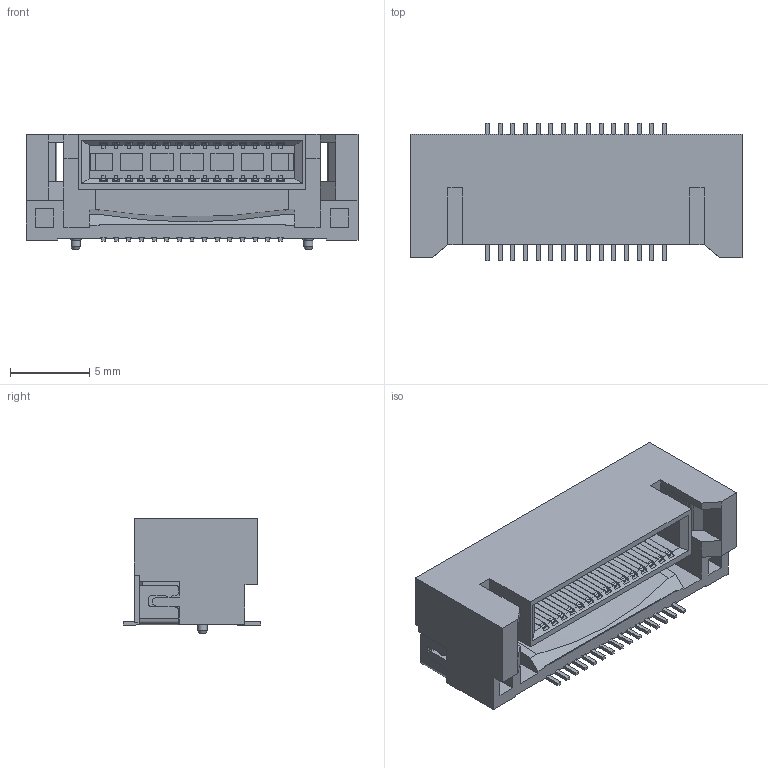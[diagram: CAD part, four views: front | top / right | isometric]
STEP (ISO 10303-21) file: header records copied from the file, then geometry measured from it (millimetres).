
FILE_DESCRIPTION( ('This file contains a STEP AP42 implementation' ,'as created by ZW3D STEP Interface translator.') ,'2;1' );
FILE_NAME( '3618-PXXX-067ZXXR01.stp' ,'23 314.163045', (''), ('ZWCAD Software Co.'), 'Version 1.0', 'ZW3D to STEP translator', '' );
FILE_SCHEMA(('AUTOMOTIVE_DESIGN { 1 0 10303 214 1 1 1 1 }'));
Length unit declared in the file: millimetre
Products named in the file (2): 0; 3618-PXXX-067ZXXR01
Bounding box: 21 x 8.7 x 7.3 mm (x, y, z)
Volume: 605.6 mm3; surface area: 1455 mm2
Topology: 1 solids, 61 shells, 1951 faces, 5273 edges, 3484 vertices
Faces by surface type: plane 1472, cylinder 440, bspline 31, cone 6, torus 2
Full cylindrical faces by diameter (mm): 0.6 x2
Entity records: 63029 total; most frequent: CARTESIAN_POINT 12135, ORIENTED_EDGE 10546, DIRECTION 9451, EDGE_CURVE 5273, VECTOR 4369, LINE 4369, VERTEX_POINT 3484, AXIS2_PLACEMENT_3D 2541
